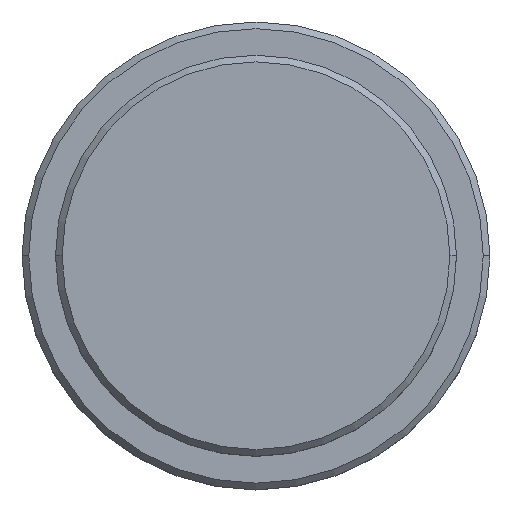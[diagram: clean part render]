
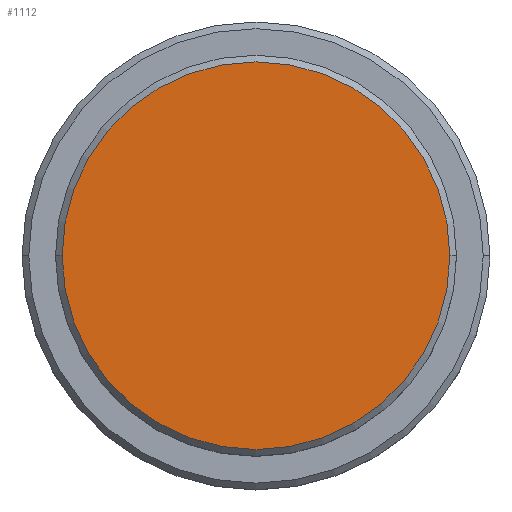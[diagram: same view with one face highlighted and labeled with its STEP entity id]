
A CAD part, top view. The second image highlights one B-rep face of the part: STEP entity #1112.
In plain terms, the highlighted planar face has unit normal (0, 0, 1).
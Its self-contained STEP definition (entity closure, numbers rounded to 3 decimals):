
#44 = CARTESIAN_POINT ( 'NONE',  ( 0., 0., 0. ) ) ;
#154 = EDGE_CURVE ( 'NONE', #420, #660, #319, .T. ) ;
#181 = PLANE ( 'NONE',  #1397 ) ;
#319 = CIRCLE ( 'NONE', #847, 14.5 ) ;
#420 = VERTEX_POINT ( 'NONE', #611 ) ;
#426 = DIRECTION ( 'NONE',  ( 1., 0., 0. ) ) ;
#478 = ORIENTED_EDGE ( 'NONE', *, *, #1356, .T. ) ;
#495 = DIRECTION ( 'NONE',  ( 1., 0., 0. ) ) ;
#504 = DIRECTION ( 'NONE',  ( 0., 0., 1. ) ) ;
#611 = CARTESIAN_POINT ( 'NONE',  ( -14.5, 0., 0. ) ) ;
#631 = CARTESIAN_POINT ( 'NONE',  ( 0., 0., 0. ) ) ;
#653 = AXIS2_PLACEMENT_3D ( 'NONE', #1358, #504, #920 ) ;
#660 = VERTEX_POINT ( 'NONE', #772 ) ;
#676 = CIRCLE ( 'NONE', #653, 14.5 ) ;
#772 = CARTESIAN_POINT ( 'NONE',  ( 14.5, 0., 0. ) ) ;
#847 = AXIS2_PLACEMENT_3D ( 'NONE', #44, #1389, #495 ) ;
#920 = DIRECTION ( 'NONE',  ( 1., 0., 0. ) ) ;
#980 = DIRECTION ( 'NONE',  ( 0., 0., 1. ) ) ;
#1093 = FACE_OUTER_BOUND ( 'NONE', #1197, .T. ) ;
#1112 = ADVANCED_FACE ( 'NONE', ( #1093 ), #181, .T. ) ;
#1197 = EDGE_LOOP ( 'NONE', ( #1335, #478 ) ) ;
#1335 = ORIENTED_EDGE ( 'NONE', *, *, #154, .T. ) ;
#1356 = EDGE_CURVE ( 'NONE', #660, #420, #676, .T. ) ;
#1358 = CARTESIAN_POINT ( 'NONE',  ( 0., 0., 0. ) ) ;
#1389 = DIRECTION ( 'NONE',  ( 0., 0., 1. ) ) ;
#1397 = AXIS2_PLACEMENT_3D ( 'NONE', #631, #980, #426 ) ;
